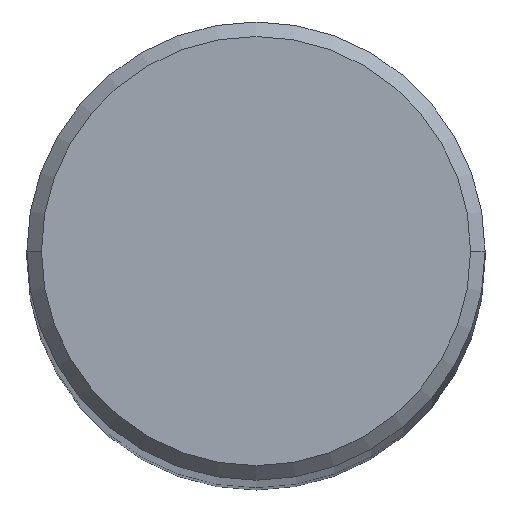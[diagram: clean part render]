
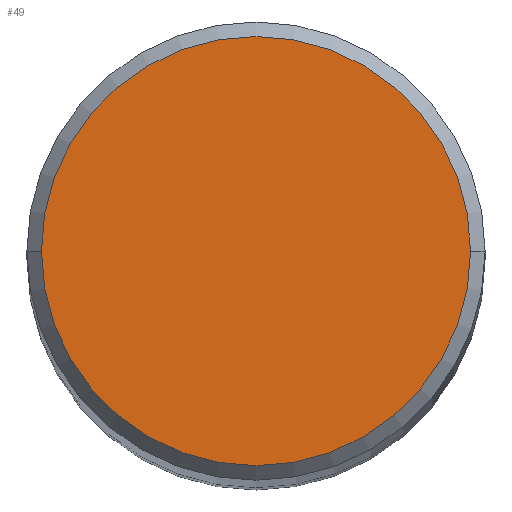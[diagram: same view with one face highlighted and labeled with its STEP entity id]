
A CAD part, top view. The second image highlights one B-rep face of the part: STEP entity #49.
In plain terms, the highlighted planar face has unit normal (0, 0, 1).
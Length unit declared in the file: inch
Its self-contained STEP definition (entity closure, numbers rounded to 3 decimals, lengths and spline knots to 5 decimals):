
#17 = CIRCLE ( 'NONE', #73, 0.22122 ) ;
#18 = DIRECTION ( 'NONE',  ( 0., 0., 1. ) ) ;
#27 = CIRCLE ( 'NONE', #63, 0.22122 ) ;
#49 = ADVANCED_FACE ( 'NONE', ( #225 ), #163, .T. ) ;
#63 = AXIS2_PLACEMENT_3D ( 'NONE', #228, #18, #65 ) ;
#65 = DIRECTION ( 'NONE',  ( 1., 0., 0. ) ) ;
#70 = DIRECTION ( 'NONE',  ( 0., 0., 1. ) ) ;
#73 = AXIS2_PLACEMENT_3D ( 'NONE', #115, #70, #75 ) ;
#74 = EDGE_CURVE ( 'NONE', #266, #247, #27, .T. ) ;
#75 = DIRECTION ( 'NONE',  ( 1., 0., 0. ) ) ;
#92 = CARTESIAN_POINT ( 'NONE',  ( -0.22122, 0., 5.90551 ) ) ;
#115 = CARTESIAN_POINT ( 'NONE',  ( 0., 0., 5.90551 ) ) ;
#149 = ORIENTED_EDGE ( 'NONE', *, *, #74, .T. ) ;
#163 = PLANE ( 'NONE',  #180 ) ;
#179 = ORIENTED_EDGE ( 'NONE', *, *, #243, .T. ) ;
#180 = AXIS2_PLACEMENT_3D ( 'NONE', #227, #295, #205 ) ;
#205 = DIRECTION ( 'NONE',  ( 1., 0., 0. ) ) ;
#214 = CARTESIAN_POINT ( 'NONE',  ( 0.22122, 0., 5.90551 ) ) ;
#218 = EDGE_LOOP ( 'NONE', ( #149, #179 ) ) ;
#225 = FACE_OUTER_BOUND ( 'NONE', #218, .T. ) ;
#227 = CARTESIAN_POINT ( 'NONE',  ( 0., 0., 5.90551 ) ) ;
#228 = CARTESIAN_POINT ( 'NONE',  ( 0., 0., 5.90551 ) ) ;
#243 = EDGE_CURVE ( 'NONE', #247, #266, #17, .T. ) ;
#247 = VERTEX_POINT ( 'NONE', #214 ) ;
#266 = VERTEX_POINT ( 'NONE', #92 ) ;
#295 = DIRECTION ( 'NONE',  ( 0., 0., 1. ) ) ;
